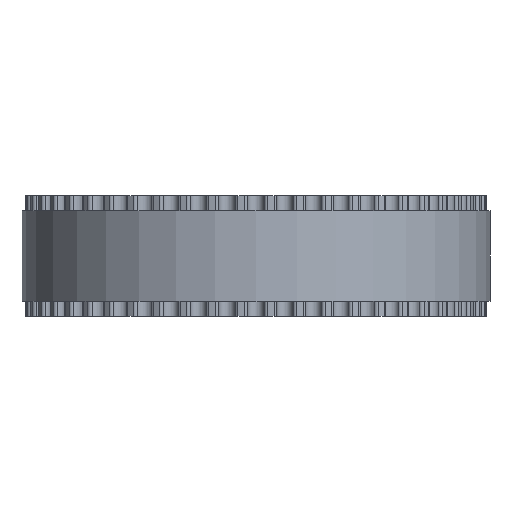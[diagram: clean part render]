
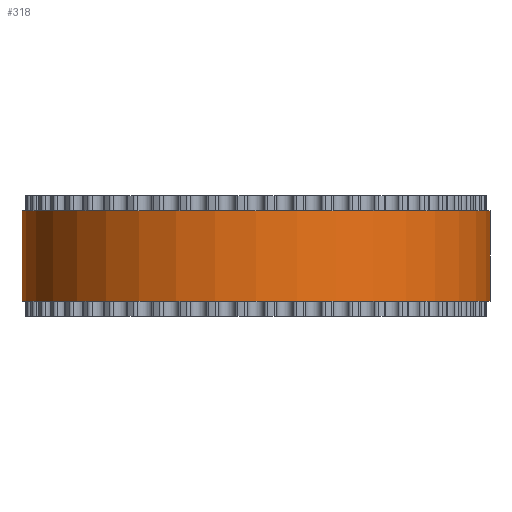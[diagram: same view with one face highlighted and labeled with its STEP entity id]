
A CAD part, front view. The second image highlights one B-rep face of the part: STEP entity #318.
In plain terms, the highlighted cylindrical face has radius 15.597 mm (diameter 31.194 mm), a full revolution.
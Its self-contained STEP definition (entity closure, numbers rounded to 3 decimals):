
#97=FACE_BOUND('',#912,.T.);
#98=FACE_BOUND('',#913,.T.);
#318=ADVANCED_FACE('',(#97,#98),#515,.T.);
#515=CYLINDRICAL_SURFACE('',#4455,15.597);
#912=EDGE_LOOP('',(#2482));
#913=EDGE_LOOP('',(#2483));
#2482=ORIENTED_EDGE('',*,*,#3466,.T.);
#2483=ORIENTED_EDGE('',*,*,#3467,.T.);
#2876=VERTEX_POINT('',#7020);
#2877=VERTEX_POINT('',#7022);
#3466=EDGE_CURVE('',#2876,#2876,#3860,.T.);
#3467=EDGE_CURVE('',#2877,#2877,#3861,.T.);
#3860=CIRCLE('',#4453,15.597);
#3861=CIRCLE('',#4454,15.597);
#4453=AXIS2_PLACEMENT_3D('',#7019,#5834,#5835);
#4454=AXIS2_PLACEMENT_3D('',#7021,#5836,#5837);
#4455=AXIS2_PLACEMENT_3D('',#7023,#5838,#5839);
#5834=DIRECTION('',(0.,0.,1.));
#5835=DIRECTION('',(1.,0.,0.));
#5836=DIRECTION('',(0.,0.,-1.));
#5837=DIRECTION('',(1.,0.,0.));
#5838=DIRECTION('',(0.,0.,1.));
#5839=DIRECTION('',(1.,0.,0.));
#7019=CARTESIAN_POINT('',(0.,0.,1.));
#7020=CARTESIAN_POINT('',(15.597,0.,1.));
#7021=CARTESIAN_POINT('',(0.,0.,7.));
#7022=CARTESIAN_POINT('',(15.597,0.,7.));
#7023=CARTESIAN_POINT('',(0.,0.,1.));
